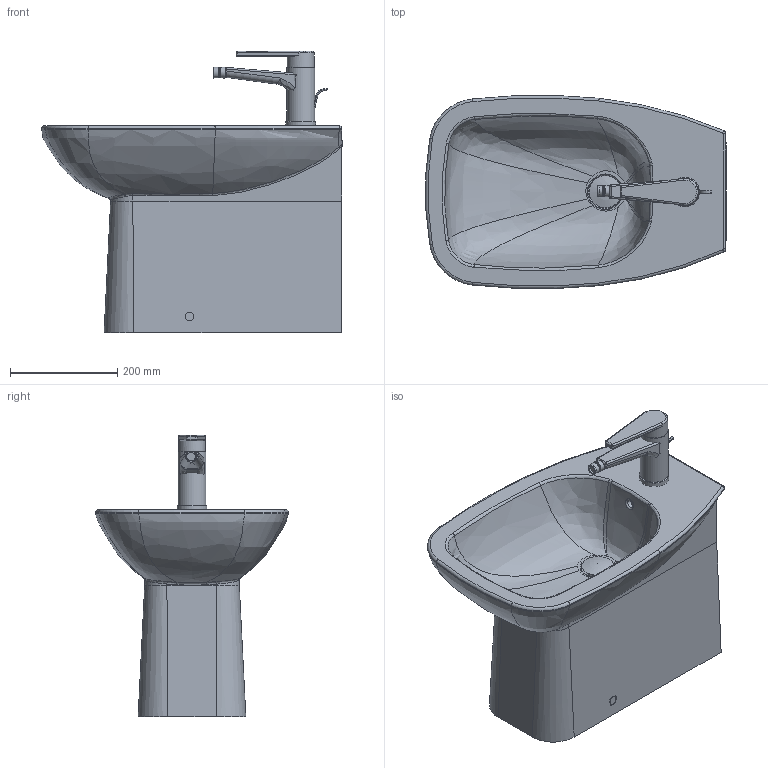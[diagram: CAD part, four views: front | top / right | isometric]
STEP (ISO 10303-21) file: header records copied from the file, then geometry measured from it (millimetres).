
FILE_DESCRIPTION((''),'2;1');
FILE_NAME('224110.stp','2009-07-08T18:37:38',('Andreas'),(''),'Autodesk Inventor 2009','Autodesk Inventor 2009','');
FILE_SCHEMA(('AUTOMOTIVE_DESIGN { 1 0 10303 214 1 1 1 1 }'));
Length unit declared in the file: millimetre
Products named in the file (12): 224110; Baterrie_Bidet; hebel1; Hebel2; hebel4; Neoperl; Halter2starck1; Kugel; Stopfen_unten; Kelch; Stopfen
Assembly tree (12 placements, depth 3):
  224110
    224110
    Baterrie_Bidet
      hebel1
      Hebel2
      hebel4
      Neoperl
      Halter2starck1
      Kugel
    Stopfen_unten  x2
    Kelch
    Stopfen
Bounding box: 558.79 x 359.03 x 523.66 mm (x, y, z)
Volume: 11987885.9 mm3; surface area: 1186493.4 mm2
Topology: 11 solids, 11 shells, 281 faces, 656 edges, 388 vertices
Faces by surface type: plane 83, cylinder 81, bspline 78, torus 28, sphere 7, cone 4
Full cylindrical faces by diameter (mm): 15 x3, 16 x1, 18 x1, 20 x4, 35 x1, 42 x1, 44 x1, 50 x1, 52 x2, 55 x1, 60 x1, 75 x1
Entity records: 15030 total; most frequent: CARTESIAN_POINT 8991, ORIENTED_EDGE 1190, DIRECTION 1127, EDGE_CURVE 595, AXIS2_PLACEMENT_3D 465, VERTEX_POINT 373, EDGE_LOOP 312, FACE_OUTER_BOUND 274
